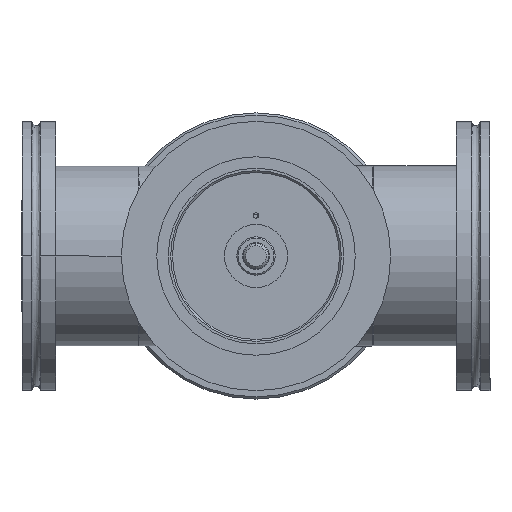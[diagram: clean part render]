
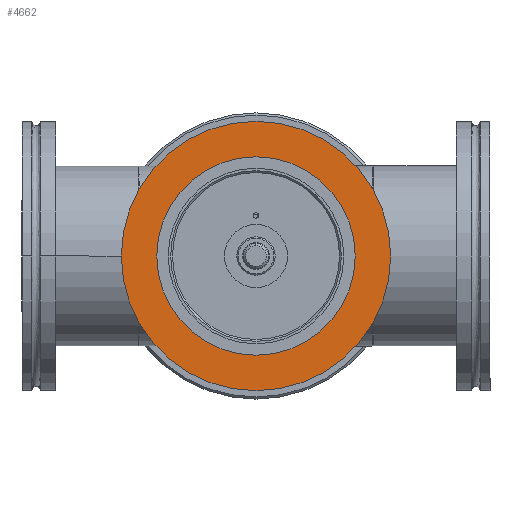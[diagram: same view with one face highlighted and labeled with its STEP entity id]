
A CAD part, front view. The second image highlights one B-rep face of the part: STEP entity #4662.
In plain terms, the highlighted planar face has unit normal (0, -1, 0).
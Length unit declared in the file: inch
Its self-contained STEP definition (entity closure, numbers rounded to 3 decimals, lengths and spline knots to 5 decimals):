
#165 = DIRECTION ( 'NONE',  ( 0., 1., 0. ) ) ;
#167 = CARTESIAN_POINT ( 'NONE',  ( 0., -1.75, 0. ) ) ;
#219 = DIRECTION ( 'NONE',  ( 0., 0., -1. ) ) ;
#1011 = DIRECTION ( 'NONE',  ( 0., 1., 0. ) ) ;
#1437 = CARTESIAN_POINT ( 'NONE',  ( -1.87, -1.75, 0. ) ) ;
#1544 = CARTESIAN_POINT ( 'NONE',  ( 0., -1.75, 0. ) ) ;
#1662 = PLANE ( 'NONE',  #11507 ) ;
#1920 = AXIS2_PLACEMENT_3D ( 'NONE', #13122, #5521, #14408 ) ;
#1939 = EDGE_CURVE ( 'NONE', #5215, #6865, #8843, .T. ) ;
#2762 = DIRECTION ( 'NONE',  ( 0., 0., -1. ) ) ;
#3102 = CARTESIAN_POINT ( 'NONE',  ( 0., -1.75, 1.378 ) ) ;
#3794 = EDGE_LOOP ( 'NONE', ( #10489, #14403 ) ) ;
#4662 = ADVANCED_FACE ( 'NONE', ( #4776, #11091 ), #1662, .F. ) ;
#4776 = FACE_OUTER_BOUND ( 'NONE', #3794, .T. ) ;
#5163 = AXIS2_PLACEMENT_3D ( 'NONE', #167, #165, #219 ) ;
#5215 = VERTEX_POINT ( 'NONE', #6913 ) ;
#5521 = DIRECTION ( 'NONE',  ( 0., -1., 0. ) ) ;
#5576 = ORIENTED_EDGE ( 'NONE', *, *, #14595, .F. ) ;
#6865 = VERTEX_POINT ( 'NONE', #7966 ) ;
#6913 = CARTESIAN_POINT ( 'NONE',  ( 0., -1.75, -1.87 ) ) ;
#7025 = DIRECTION ( 'NONE',  ( 0., 0., -1. ) ) ;
#7034 = DIRECTION ( 'NONE',  ( 0., 0., 1. ) ) ;
#7042 = DIRECTION ( 'NONE',  ( 0., 1., 0. ) ) ;
#7079 = CARTESIAN_POINT ( 'NONE',  ( 0., -1.75, 0. ) ) ;
#7212 = EDGE_CURVE ( 'NONE', #6865, #5215, #11937, .T. ) ;
#7966 = CARTESIAN_POINT ( 'NONE',  ( 0., -1.75, 1.87 ) ) ;
#8843 = CIRCLE ( 'NONE', #5163, 1.87 ) ;
#8937 = CIRCLE ( 'NONE', #10713, 1.378 ) ;
#9877 = CIRCLE ( 'NONE', #1920, 1.378 ) ;
#10112 = ORIENTED_EDGE ( 'NONE', *, *, #15658, .F. ) ;
#10283 = DIRECTION ( 'NONE',  ( 0., -1., 0. ) ) ;
#10489 = ORIENTED_EDGE ( 'NONE', *, *, #1939, .F. ) ;
#10713 = AXIS2_PLACEMENT_3D ( 'NONE', #1544, #10283, #2762 ) ;
#10792 = AXIS2_PLACEMENT_3D ( 'NONE', #7079, #7042, #7025 ) ;
#11091 = FACE_BOUND ( 'NONE', #15253, .T. ) ;
#11507 = AXIS2_PLACEMENT_3D ( 'NONE', #1437, #1011, #7034 ) ;
#11937 = CIRCLE ( 'NONE', #10792, 1.87 ) ;
#12228 = VERTEX_POINT ( 'NONE', #3102 ) ;
#12523 = VERTEX_POINT ( 'NONE', #13025 ) ;
#13025 = CARTESIAN_POINT ( 'NONE',  ( 0., -1.75, -1.378 ) ) ;
#13122 = CARTESIAN_POINT ( 'NONE',  ( 0., -1.75, 0. ) ) ;
#14403 = ORIENTED_EDGE ( 'NONE', *, *, #7212, .F. ) ;
#14408 = DIRECTION ( 'NONE',  ( 0., 0., -1. ) ) ;
#14595 = EDGE_CURVE ( 'NONE', #12228, #12523, #8937, .T. ) ;
#15253 = EDGE_LOOP ( 'NONE', ( #10112, #5576 ) ) ;
#15658 = EDGE_CURVE ( 'NONE', #12523, #12228, #9877, .T. ) ;
